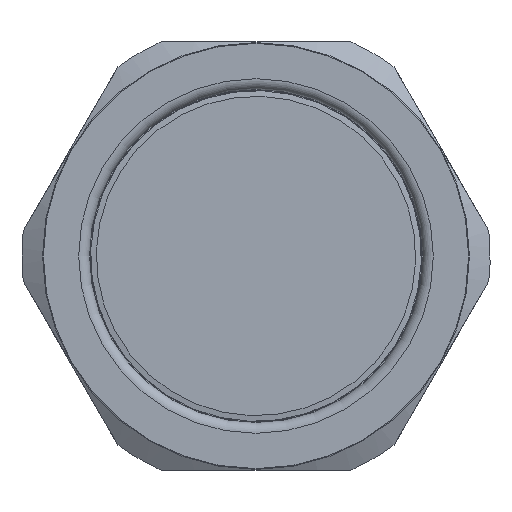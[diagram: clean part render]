
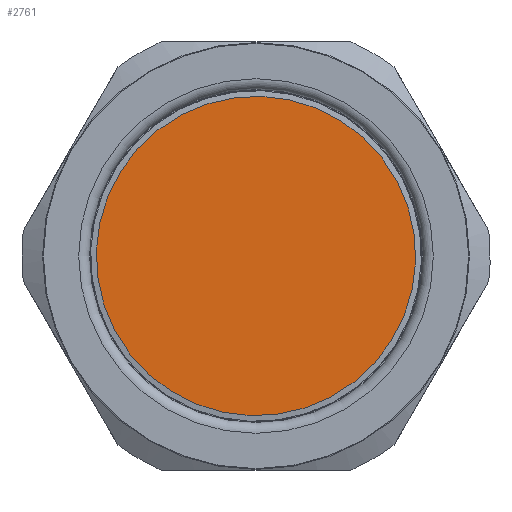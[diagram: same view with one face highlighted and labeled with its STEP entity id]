
A CAD part, left-side view. The second image highlights one B-rep face of the part: STEP entity #2761.
In plain terms, the highlighted face is planar.
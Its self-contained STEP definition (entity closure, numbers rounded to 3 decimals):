
#396=PLANE('',#3207);
#756=FACE_OUTER_BOUND('',#1077,.T.);
#1077=EDGE_LOOP('',(#2508));
#1257=CIRCLE('',#3206,44.75);
#1505=VERTEX_POINT('',#16716);
#1838=EDGE_CURVE('',#1505,#1505,#1257,.T.);
#2508=ORIENTED_EDGE('',*,*,#1838,.T.);
#2761=ADVANCED_FACE('',(#756),#396,.T.);
#3206=AXIS2_PLACEMENT_3D('',#16717,#4016,#4017);
#3207=AXIS2_PLACEMENT_3D('',#16718,#4018,#4019);
#4016=DIRECTION('center_axis',(1.,0.,0.));
#4017=DIRECTION('ref_axis',(0.,0.,-1.));
#4018=DIRECTION('center_axis',(1.,0.,0.));
#4019=DIRECTION('ref_axis',(0.,0.,-1.));
#16716=CARTESIAN_POINT('',(0.25,44.75,0.));
#16717=CARTESIAN_POINT('Origin',(0.25,0.,0.));
#16718=CARTESIAN_POINT('Origin',(0.25,0.,0.));
